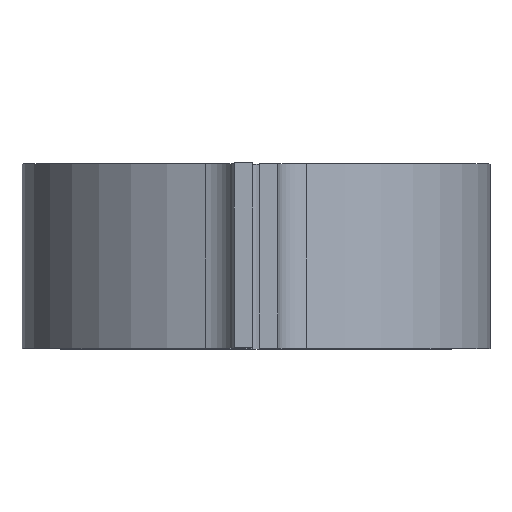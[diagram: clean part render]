
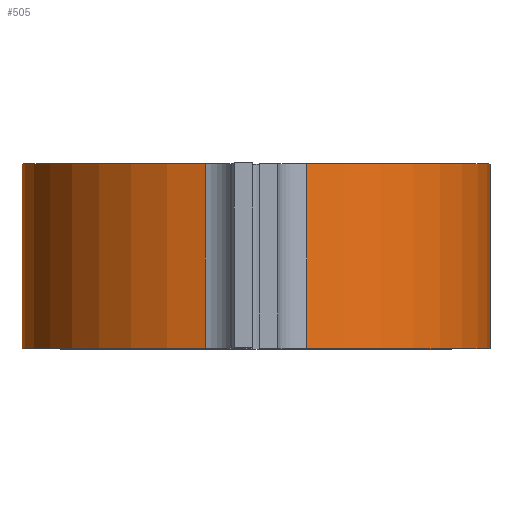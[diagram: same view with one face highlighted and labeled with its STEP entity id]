
A CAD part, top view. The second image highlights one B-rep face of the part: STEP entity #505.
In plain terms, the highlighted cylindrical face has radius 38 mm (diameter 76 mm), a partial arc.
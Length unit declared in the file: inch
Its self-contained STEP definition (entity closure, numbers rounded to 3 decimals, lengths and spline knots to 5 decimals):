
#18=CARTESIAN_POINT('',(0.,0.,0.));
#19=DIRECTION('',(0.,-1.,0.));
#20=DIRECTION('',(-0.216,0.,0.976));
#21=AXIS2_PLACEMENT_3D('',#18,#19,#20);
#99=DIRECTION('',(0.,-1.,0.));
#100=VECTOR('',#99,1.1811);
#101=CARTESIAN_POINT('',(-0.32301,0.,1.46078));
#102=LINE('',#101,#100);
#103=DIRECTION('',(0.,-1.,0.));
#104=VECTOR('',#103,1.1811);
#105=CARTESIAN_POINT('',(0.32301,0.,1.46078));
#106=LINE('',#105,#104);
#220=CARTESIAN_POINT('',(0.,-1.1811,0.));
#221=DIRECTION('',(0.,-1.,0.));
#222=DIRECTION('',(-0.216,0.,0.976));
#223=AXIS2_PLACEMENT_3D('',#220,#221,#222);
#321=CARTESIAN_POINT('',(0.32301,0.,1.46078));
#322=CARTESIAN_POINT('',(0.32301,-1.1811,1.46078));
#323=VERTEX_POINT('',#321);
#324=VERTEX_POINT('',#322);
#333=CARTESIAN_POINT('',(-0.32301,0.,1.46078));
#334=CARTESIAN_POINT('',(-0.32301,-1.1811,
1.46078));
#335=VERTEX_POINT('',#333);
#336=VERTEX_POINT('',#334);
#492=CARTESIAN_POINT('',(0.,0.,0.));
#493=DIRECTION('',(0.,-1.,0.));
#494=DIRECTION('',(-1.,0.,0.));
#495=AXIS2_PLACEMENT_3D('',#492,#493,#494);
#496=CYLINDRICAL_SURFACE('',#495,1.49606);
#498=ORIENTED_EDGE('',*,*,#497,.T.);
#500=ORIENTED_EDGE('',*,*,#499,.T.);
#501=ORIENTED_EDGE('',*,*,#485,.F.);
#502=ORIENTED_EDGE('',*,*,#364,.F.);
#503=EDGE_LOOP('',(#498,#500,#501,#502));
#504=FACE_OUTER_BOUND('',#503,.F.);
#505=ADVANCED_FACE('',(#504),#496,.T.);
#22=CIRCLE('',#21,1.49606);
#224=CIRCLE('',#223,1.49606);
#364=EDGE_CURVE('',#335,#323,#22,.T.);
#485=EDGE_CURVE('',#323,#324,#106,.T.);
#497=EDGE_CURVE('',#335,#336,#102,.T.);
#499=EDGE_CURVE('',#336,#324,#224,.T.);
